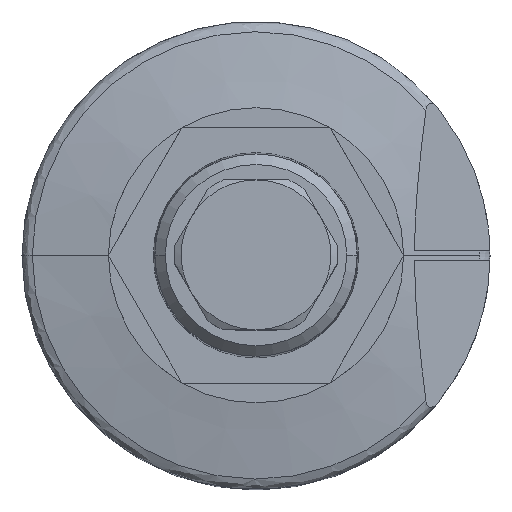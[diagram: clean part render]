
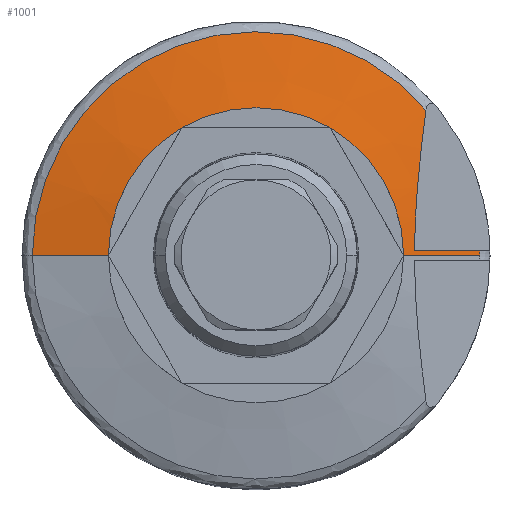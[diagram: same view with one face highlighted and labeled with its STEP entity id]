
A CAD part, top view. The second image highlights one B-rep face of the part: STEP entity #1001.
In plain terms, the highlighted conical face has half-angle 80 degrees and reference radius 35.847 mm.
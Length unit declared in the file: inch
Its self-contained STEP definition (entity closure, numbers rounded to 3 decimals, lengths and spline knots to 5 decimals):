
#159 = ORIENTED_EDGE ( 'NONE', *, *, #2985, .F. ) ;
#168 = DIRECTION ( 'NONE',  ( -1., 0., 0. ) ) ;
#191 = ORIENTED_EDGE ( 'NONE', *, *, #3362, .F. ) ;
#203 = VERTEX_POINT ( 'NONE', #2246 ) ;
#331 = LINE ( 'NONE', #1410, #2751 ) ;
#426 = CARTESIAN_POINT ( 'NONE',  ( -1.41131, 0., 2.32757 ) ) ;
#540 = CARTESIAN_POINT ( 'NONE',  ( 1.07253, 0.91733, 2.32757 ) ) ;
#600 = VECTOR ( 'NONE', #3162, 39.37008 ) ;
#640 = AXIS2_PLACEMENT_3D ( 'NONE', #1046, #1552, #168 ) ;
#707 = FACE_OUTER_BOUND ( 'NONE', #1716, .T. ) ;
#799 = VERTEX_POINT ( 'NONE', #2767 ) ;
#805 = EDGE_CURVE ( 'NONE', #822, #3266, #2142, .T. ) ;
#822 = VERTEX_POINT ( 'NONE', #426 ) ;
#860 = DIRECTION ( 'NONE',  ( 0., 0., -1. ) ) ;
#868 = CARTESIAN_POINT ( 'NONE',  ( 1.00057, 0.10442, 2.39953 ) ) ;
#999 = B_SPLINE_CURVE_WITH_KNOTS ( 'NONE', 3,
 ( #540, #1590, #2659, #2173, #2464, #2706, #868, #1355 ),
 .UNSPECIFIED., .F., .F.,
 ( 4, 2, 2, 4 ),
 ( 0., 0.01135, 0.01702, 0.0227 ),
 .UNSPECIFIED. ) ;
#1001 = ADVANCED_FACE ( 'NONE', ( #707 ), #3189, .T. ) ;
#1037 = LINE ( 'NONE', #1613, #600 ) ;
#1046 = CARTESIAN_POINT ( 'NONE',  ( 0., 0., 2.32757 ) ) ;
#1053 = ORIENTED_EDGE ( 'NONE', *, *, #2475, .T. ) ;
#1055 = AXIS2_PLACEMENT_3D ( 'NONE', #1710, #860, #1184 ) ;
#1124 = DIRECTION ( 'NONE',  ( 0., 0., -1. ) ) ;
#1184 = DIRECTION ( 'NONE',  ( 1., 0., 0. ) ) ;
#1195 = AXIS2_PLACEMENT_3D ( 'NONE', #2800, #1967, #1467 ) ;
#1343 = CARTESIAN_POINT ( 'NONE',  ( 0., 0., 2.32757 ) ) ;
#1355 = CARTESIAN_POINT ( 'NONE',  ( 1.00009, 0.02953, 2.4 ) ) ;
#1410 = CARTESIAN_POINT ( 'NONE',  ( 1.41131, 0., 2.32757 ) ) ;
#1432 = VERTEX_POINT ( 'NONE', #2065 ) ;
#1467 = DIRECTION ( 'NONE',  ( -1., 0., 0. ) ) ;
#1483 = ORIENTED_EDGE ( 'NONE', *, *, #805, .F. ) ;
#1552 = DIRECTION ( 'NONE',  ( 0., 0., -1. ) ) ;
#1590 = CARTESIAN_POINT ( 'NONE',  ( 1.0531, 0.77056, 2.34699 ) ) ;
#1599 = EDGE_CURVE ( 'NONE', #3266, #799, #999, .T. ) ;
#1613 = CARTESIAN_POINT ( 'NONE',  ( -1.41131, 0., 2.32757 ) ) ;
#1710 = CARTESIAN_POINT ( 'NONE',  ( 0., 0., 2.43307 ) ) ;
#1716 = EDGE_LOOP ( 'NONE', ( #3401, #1053, #191, #159, #3152, #1483, #2784 ) ) ;
#1758 = VERTEX_POINT ( 'NONE', #1832 ) ;
#1832 = CARTESIAN_POINT ( 'NONE',  ( 1.411, 0.02953, 2.32757 ) ) ;
#1868 = CARTESIAN_POINT ( 'NONE',  ( 1.411, 0.02953, 2.32757 ) ) ;
#1879 = CARTESIAN_POINT ( 'NONE',  ( 0.81299, 0., 2.43307 ) ) ;
#1967 = DIRECTION ( 'NONE',  ( 0., 0., -1. ) ) ;
#2065 = CARTESIAN_POINT ( 'NONE',  ( -0.81299, 0., 2.43307 ) ) ;
#2125 = CARTESIAN_POINT ( 'NONE',  ( 1.07253, 0.91733, 2.32757 ) ) ;
#2142 = CIRCLE ( 'NONE', #1195, 1.41131 ) ;
#2173 = CARTESIAN_POINT ( 'NONE',  ( 1.01598, 0.40178, 2.38411 ) ) ;
#2192 = DIRECTION ( 'NONE',  ( 0.985, 0., -0.174 ) ) ;
#2246 = CARTESIAN_POINT ( 'NONE',  ( 1.41131, 0., 2.32757 ) ) ;
#2266 = B_SPLINE_CURVE_WITH_KNOTS ( 'NONE', 3,
 ( #3157, #2703, #2911, #1868 ),
 .UNSPECIFIED., .F., .F.,
 ( 4, 4 ),
 ( 0., 0.0106 ),
 .UNSPECIFIED. ) ;
#2434 = CIRCLE ( 'NONE', #1055, 0.81299 ) ;
#2442 = DIRECTION ( 'NONE',  ( -1., 0., 0. ) ) ;
#2464 = CARTESIAN_POINT ( 'NONE',  ( 1.01058, 0.32769, 2.38952 ) ) ;
#2475 = EDGE_CURVE ( 'NONE', #3387, #203, #331, .T. ) ;
#2540 = EDGE_CURVE ( 'NONE', #1432, #3387, #2434, .T. ) ;
#2659 = CARTESIAN_POINT ( 'NONE',  ( 1.03561, 0.62348, 2.36449 ) ) ;
#2703 = CARTESIAN_POINT ( 'NONE',  ( 1.13706, 0.02953, 2.37586 ) ) ;
#2706 = CARTESIAN_POINT ( 'NONE',  ( 1.00286, 0.17901, 2.39724 ) ) ;
#2724 = EDGE_CURVE ( 'NONE', #1432, #822, #1037, .T. ) ;
#2751 = VECTOR ( 'NONE', #2192, 39.37008 ) ;
#2767 = CARTESIAN_POINT ( 'NONE',  ( 1.00009, 0.02953, 2.4 ) ) ;
#2784 = ORIENTED_EDGE ( 'NONE', *, *, #2724, .F. ) ;
#2800 = CARTESIAN_POINT ( 'NONE',  ( 0., 0., 2.32757 ) ) ;
#2911 = CARTESIAN_POINT ( 'NONE',  ( 1.27403, 0.02953, 2.35172 ) ) ;
#2985 = EDGE_CURVE ( 'NONE', #799, #1758, #2266, .T. ) ;
#3152 = ORIENTED_EDGE ( 'NONE', *, *, #1599, .F. ) ;
#3157 = CARTESIAN_POINT ( 'NONE',  ( 1.00009, 0.02953, 2.4 ) ) ;
#3162 = DIRECTION ( 'NONE',  ( -0.985, 0., -0.174 ) ) ;
#3189 = CONICAL_SURFACE ( 'NONE', #640, 1.41131, 1.396 ) ;
#3261 = CIRCLE ( 'NONE', #3377, 1.41131 ) ;
#3266 = VERTEX_POINT ( 'NONE', #2125 ) ;
#3362 = EDGE_CURVE ( 'NONE', #1758, #203, #3261, .T. ) ;
#3377 = AXIS2_PLACEMENT_3D ( 'NONE', #1343, #1124, #2442 ) ;
#3387 = VERTEX_POINT ( 'NONE', #1879 ) ;
#3401 = ORIENTED_EDGE ( 'NONE', *, *, #2540, .T. ) ;
